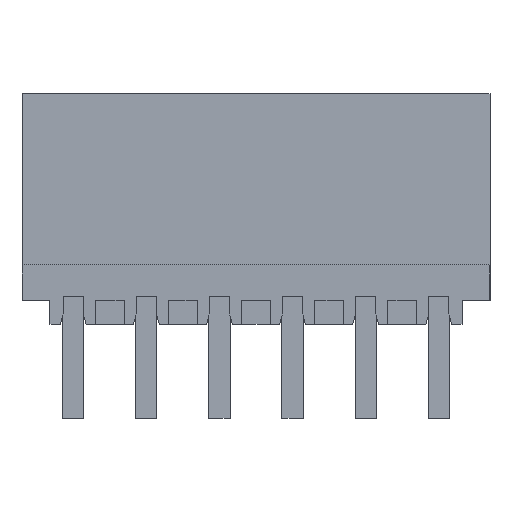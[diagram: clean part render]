
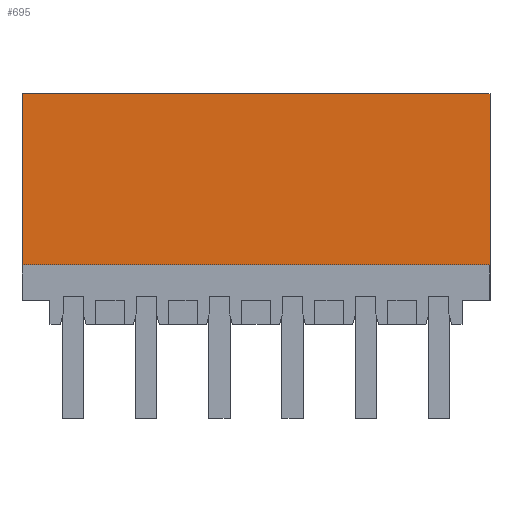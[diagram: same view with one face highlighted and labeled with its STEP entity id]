
A CAD part, front view. The second image highlights one B-rep face of the part: STEP entity #695.
In plain terms, the highlighted planar face has unit normal (0, -1, 0).
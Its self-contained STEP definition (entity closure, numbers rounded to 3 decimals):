
#675=AXIS2_PLACEMENT_3D('Plane Axis2P3D',#672,#673,#674) ;
#49=CARTESIAN_POINT('Vertex',(0.,0.,7.35)) ;
#52=CARTESIAN_POINT('Line Origine',(0.,0.,11.45)) ;
#56=CARTESIAN_POINT('Vertex',(0.,0.,15.55)) ;
#656=CARTESIAN_POINT('Vertex',(22.4,0.,7.35)) ;
#659=CARTESIAN_POINT('Line Origine',(11.2,0.,7.35)) ;
#672=CARTESIAN_POINT('Axis2P3D Location',(7.,0.,15.55)) ;
#677=CARTESIAN_POINT('Line Origine',(22.4,0.,11.45)) ;
#681=CARTESIAN_POINT('Vertex',(22.4,0.,15.55)) ;
#684=CARTESIAN_POINT('Line Origine',(11.2,0.,15.55)) ;
#53=DIRECTION('Vector Direction',(0.,0.,-1.)) ;
#660=DIRECTION('Vector Direction',(1.,0.,0.)) ;
#673=DIRECTION('Axis2P3D Direction',(0.,-1.,0.)) ;
#674=DIRECTION('Axis2P3D XDirection',(0.,0.,-1.)) ;
#678=DIRECTION('Vector Direction',(0.,0.,-1.)) ;
#685=DIRECTION('Vector Direction',(1.,0.,0.)) ;
#54=VECTOR('Line Direction',#53,1.) ;
#661=VECTOR('Line Direction',#660,1.) ;
#679=VECTOR('Line Direction',#678,1.) ;
#686=VECTOR('Line Direction',#685,1.) ;
#690=ORIENTED_EDGE('',*,*,#58,.F.) ;
#691=ORIENTED_EDGE('',*,*,#663,.F.) ;
#692=ORIENTED_EDGE('',*,*,#683,.F.) ;
#693=ORIENTED_EDGE('',*,*,#688,.F.) ;
#695=ADVANCED_FACE('HOUSING',(#694),#676,.T.) ;
#58=EDGE_CURVE('',#50,#57,#55,.F.) ;
#663=EDGE_CURVE('',#657,#50,#662,.F.) ;
#683=EDGE_CURVE('',#682,#657,#680,.T.) ;
#688=EDGE_CURVE('',#57,#682,#687,.T.) ;
#689=EDGE_LOOP('',(#690,#691,#692,#693)) ;
#694=FACE_OUTER_BOUND('',#689,.T.) ;
#55=LINE('Line',#52,#54) ;
#662=LINE('Line',#659,#661) ;
#680=LINE('Line',#677,#679) ;
#687=LINE('Line',#684,#686) ;
#676=PLANE('',#675) ;
#50=VERTEX_POINT('',#49) ;
#57=VERTEX_POINT('',#56) ;
#657=VERTEX_POINT('',#656) ;
#682=VERTEX_POINT('',#681) ;
